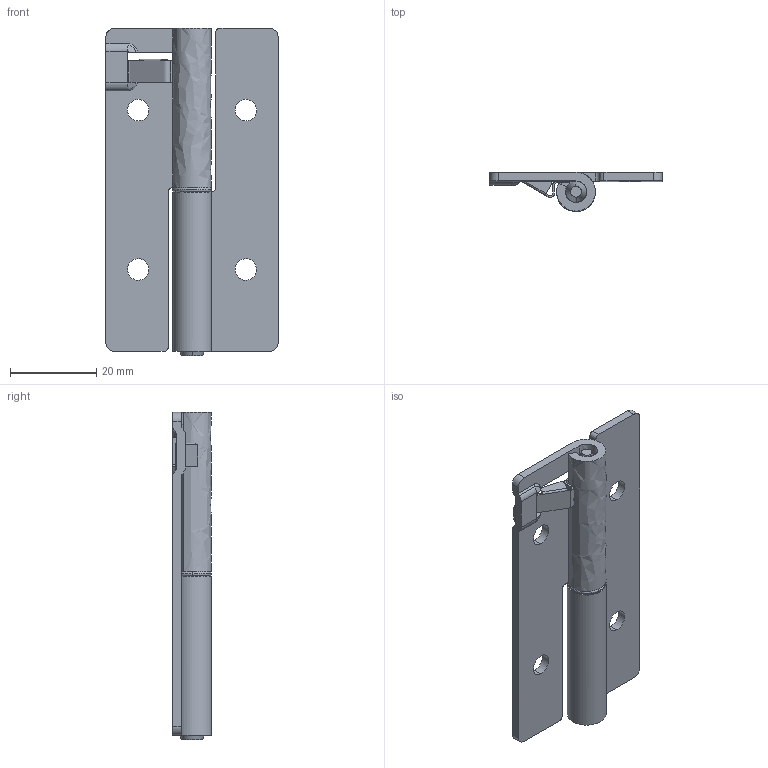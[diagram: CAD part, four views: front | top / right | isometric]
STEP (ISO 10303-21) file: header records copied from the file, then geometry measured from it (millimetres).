
FILE_DESCRIPTION((''),'2;1');
FILE_NAME('','2013-02-25T11:43:53',(''),(''),'','CADfix','');
FILE_SCHEMA(('AUTOMOTIVE_DESIGN { 1 0 10303 214 1 1 1 1 }'));
Length unit declared in the file: millimetre
Bounding box: 40 x 9 x 76 mm (x, y, z)
Volume: 8919 mm3; surface area: 10160.8 mm2
Topology: 4 solids, 4 shells, 120 faces, 353 edges, 244 vertices
Faces by surface type: bspline 120
Entity records: 4447 total; most frequent: CARTESIAN_POINT 2430, ORIENTED_EDGE 706, EDGE_CURVE 353, VERTEX_POINT 244, QUASI_UNIFORM_CURVE 181, EDGE_LOOP 133, FACE_OUTER_BOUND 120, ADVANCED_FACE 120
